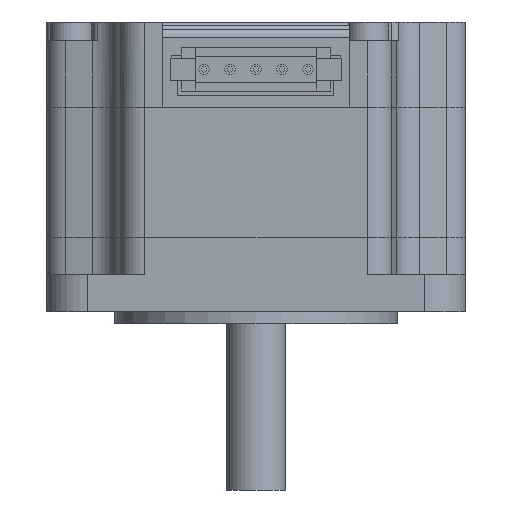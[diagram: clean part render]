
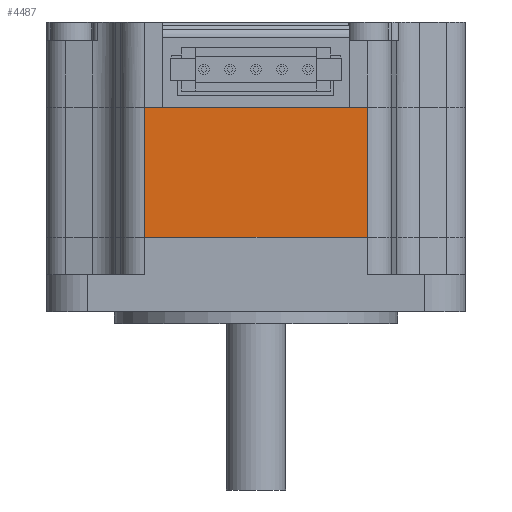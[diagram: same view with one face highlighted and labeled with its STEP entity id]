
A CAD part, front view. The second image highlights one B-rep face of the part: STEP entity #4487.
In plain terms, the highlighted planar face has unit normal (0, -1, 0).
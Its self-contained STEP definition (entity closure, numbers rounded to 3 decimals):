
#112 = LINE ( 'NONE', #2701, #5871 ) ;
#605 = FACE_OUTER_BOUND ( 'NONE', #6207, .T. ) ;
#763 = CARTESIAN_POINT ( 'NONE',  ( -15.002, -28.2, 10. ) ) ;
#1277 = EDGE_CURVE ( 'NONE', #1355, #6094, #112, .T. ) ;
#1326 = DIRECTION ( 'NONE',  ( 0., 0., -1. ) ) ;
#1355 = VERTEX_POINT ( 'NONE', #5525 ) ;
#1411 = AXIS2_PLACEMENT_3D ( 'NONE', #6691, #3272, #7295 ) ;
#1516 = EDGE_CURVE ( 'NONE', #6094, #3704, #3190, .T. ) ;
#1910 = CARTESIAN_POINT ( 'NONE',  ( 15.002, -28.2, 27.5 ) ) ;
#1913 = CARTESIAN_POINT ( 'NONE',  ( -15.002, -28.2, 27.5 ) ) ;
#2022 = ORIENTED_EDGE ( 'NONE', *, *, #1277, .F. ) ;
#2099 = ORIENTED_EDGE ( 'NONE', *, *, #1516, .F. ) ;
#2329 = EDGE_CURVE ( 'NONE', #4209, #3704, #4614, .T. ) ;
#2701 = CARTESIAN_POINT ( 'NONE',  ( -15.002, -28.2, 27.5 ) ) ;
#3190 = LINE ( 'NONE', #1910, #4557 ) ;
#3209 = LINE ( 'NONE', #1913, #7430 ) ;
#3272 = DIRECTION ( 'NONE',  ( 0., 1., 0. ) ) ;
#3560 = EDGE_CURVE ( 'NONE', #1355, #4209, #3209, .T. ) ;
#3704 = VERTEX_POINT ( 'NONE', #5622 ) ;
#4209 = VERTEX_POINT ( 'NONE', #7608 ) ;
#4402 = PLANE ( 'NONE',  #1411 ) ;
#4454 = VECTOR ( 'NONE', #4937, 1000. ) ;
#4487 = ADVANCED_FACE ( 'NONE', ( #605 ), #4402, .F. ) ;
#4557 = VECTOR ( 'NONE', #6586, 1000. ) ;
#4614 = LINE ( 'NONE', #763, #4454 ) ;
#4937 = DIRECTION ( 'NONE',  ( 1., 0., 0. ) ) ;
#5525 = CARTESIAN_POINT ( 'NONE',  ( -15.002, -28.2, 27.5 ) ) ;
#5622 = CARTESIAN_POINT ( 'NONE',  ( 15.002, -28.2, 10. ) ) ;
#5871 = VECTOR ( 'NONE', #6150, 1000. ) ;
#6094 = VERTEX_POINT ( 'NONE', #6666 ) ;
#6150 = DIRECTION ( 'NONE',  ( 1., 0., 0. ) ) ;
#6207 = EDGE_LOOP ( 'NONE', ( #7073, #2099, #2022, #6967 ) ) ;
#6586 = DIRECTION ( 'NONE',  ( 0., 0., -1. ) ) ;
#6666 = CARTESIAN_POINT ( 'NONE',  ( 15.002, -28.2, 27.5 ) ) ;
#6691 = CARTESIAN_POINT ( 'NONE',  ( -15.002, -28.2, 27.5 ) ) ;
#6967 = ORIENTED_EDGE ( 'NONE', *, *, #3560, .T. ) ;
#7073 = ORIENTED_EDGE ( 'NONE', *, *, #2329, .T. ) ;
#7295 = DIRECTION ( 'NONE',  ( -1., 0., 0. ) ) ;
#7430 = VECTOR ( 'NONE', #1326, 1000. ) ;
#7608 = CARTESIAN_POINT ( 'NONE',  ( -15.002, -28.2, 10. ) ) ;
